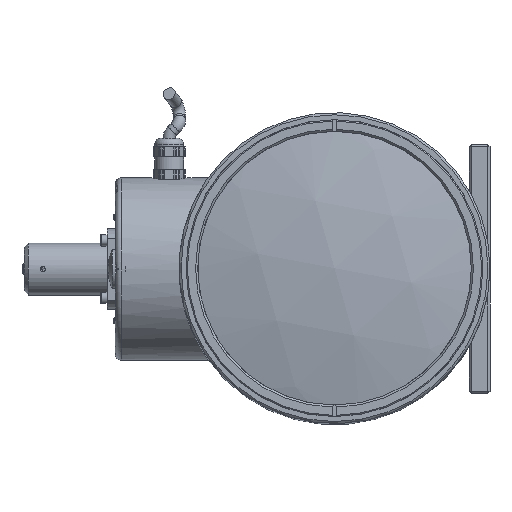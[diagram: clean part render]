
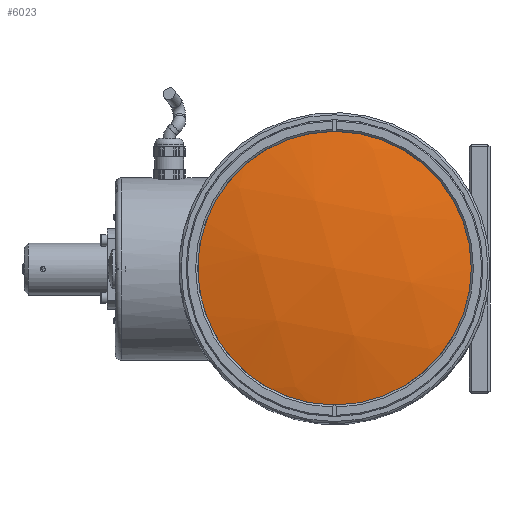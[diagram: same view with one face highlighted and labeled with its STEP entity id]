
A CAD part, top view. The second image highlights one B-rep face of the part: STEP entity #6023.
In plain terms, the highlighted spherical face has radius 268.5 mm.
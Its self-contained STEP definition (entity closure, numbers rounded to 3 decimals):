
#78=SPHERICAL_SURFACE('',#6565,268.5);
#1742=FACE_OUTER_BOUND('',#2216,.T.);
#2216=EDGE_LOOP('',(#5181));
#2434=CIRCLE('',#6540,67.);
#2931=VERTEX_POINT('',#11051);
#3679=EDGE_CURVE('',#2931,#2931,#2434,.T.);
#5181=ORIENTED_EDGE('',*,*,#3679,.T.);
#6023=ADVANCED_FACE('',(#1742),#78,.T.);
#6540=AXIS2_PLACEMENT_3D('',#11052,#7864,#7865);
#6565=AXIS2_PLACEMENT_3D('',#11101,#7925,#7926);
#7864=DIRECTION('center_axis',(0.,0.,
1.));
#7865=DIRECTION('ref_axis',(0.,-1.,0.));
#7925=DIRECTION('center_axis',(0.962,0.272,0.));
#7926=DIRECTION('ref_axis',(0.,0.,
1.));
#11051=CARTESIAN_POINT('',(0.,67.,178.795));
#11052=CARTESIAN_POINT('Origin',(0.,0.,
178.795));
#11101=CARTESIAN_POINT('Origin',(0.,0.,
-81.211));
